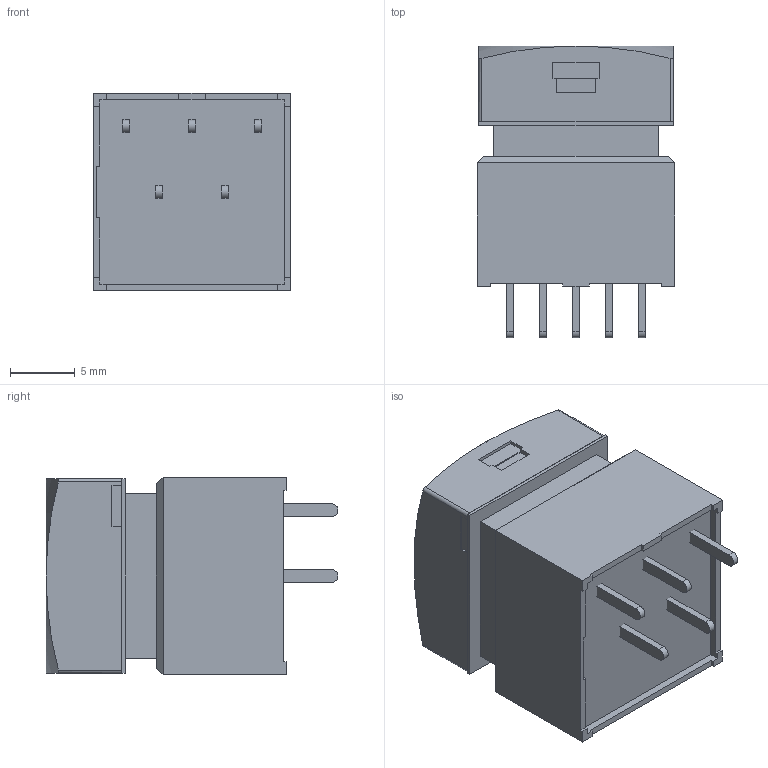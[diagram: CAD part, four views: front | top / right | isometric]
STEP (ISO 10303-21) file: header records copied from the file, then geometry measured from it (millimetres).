
FILE_DESCRIPTION(/* description */ ('Low Profile Pushbuttons_body-Illuminated Pushbuttons - Series UB2'),/* implementation_level */ '2;1');
FILE_NAME(/* name */ 'ELEC_Pushbutton_UB216SKG035D_NR.iam.step',/* time_stamp */ '2015-01-02T19:31:55-08:00',/* author */ ('Autodesk Inc.'),/* organization */ ('Autodesk Inc.'),/* preprocessor_version */ 'ST-DEVELOPER v15.6',/* originating_system */ 'Autodesk Inventor 2015',/* authorisation */ '');
FILE_SCHEMA (('AUTOMOTIVE_DESIGN { 1 0 10303 214 3 1 1 }'));
Length unit declared in the file: inch
Products named in the file (5): UB21SK035D_1JBbody; UB21G035D_1JBpole; UB216SKG035D_1JBd_cap; UB216SKG035D_1JBle_cap; ELEC_Pushbutton_UB216SKG035D_NR
Assembly tree (4 placements, depth 2):
  ELEC_Pushbutton_UB216SKG035D_NR
    UB21SK035D_1JBbody
    UB21G035D_1JBpole
    UB216SKG035D_1JBd_cap
    UB216SKG035D_1JBle_cap
Bounding box: 15.24 x 22.5 x 15.24 mm (x, y, z)
Volume: 3817.2 mm3; surface area: 3427.7 mm2
Topology: 4 solids, 4 shells, 123 faces, 308 edges, 202 vertices
Faces by surface type: plane 109, cylinder 9, sphere 5
Entity records: 3812 total; most frequent: CARTESIAN_POINT 678, ORIENTED_EDGE 616, DIRECTION 594, EDGE_CURVE 308, LINE 278, VECTOR 278, VERTEX_POINT 202, AXIS2_PLACEMENT_3D 158
